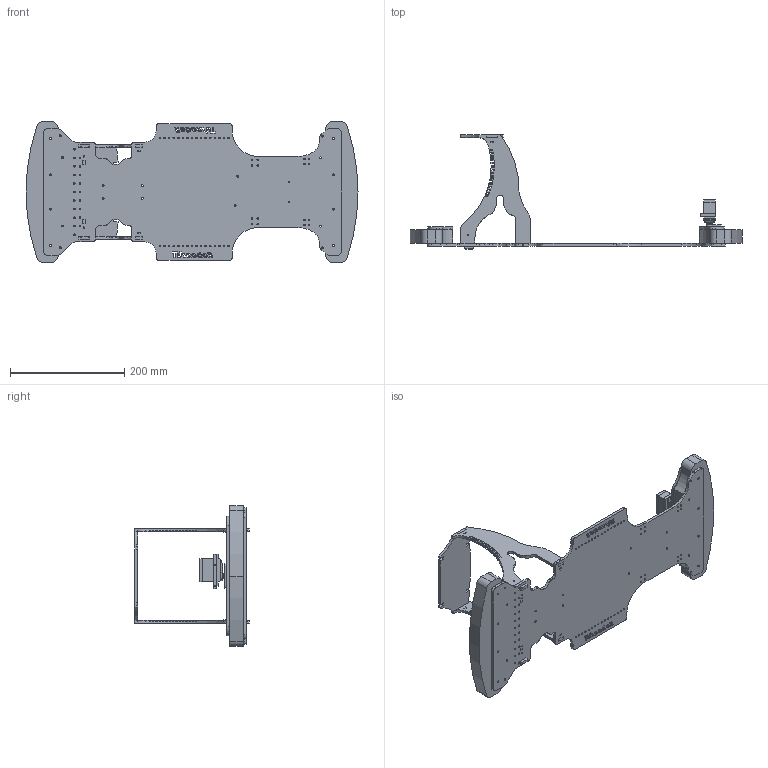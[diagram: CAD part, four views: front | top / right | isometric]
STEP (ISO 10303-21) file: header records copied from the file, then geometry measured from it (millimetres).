
FILE_DESCRIPTION(/* description */ ('STEP AP214'),/* implementation_level */ '2;1');
FILE_NAME(/* name */ 'egesz_sajatbumper.stp',/* time_stamp */ '2023-09-12T13:52:06+02:00',/* author */ ('Gótzy Márton'),/* organization */ ('BME AUT'),/* preprocessor_version */ 'ST-DEVELOPER v19.2',/* originating_system */ 'Autodesk Inventor 2024',/* authorisation */ '');
FILE_SCHEMA (('AUTOMOTIVE_DESIGN { 1 0 10303 214 3 1 1 }'));
Length unit declared in the file: millimetre
Products named in the file (13): egesz_sajatbumper; alvaz_elol_290_sajatbumper; kameratartooszlop2; kameratartofelsoosszekoto_bla; ElsoSharpAdapter; szervo_sharp; szervohaz; szervokar_sharp; countersunk raised head cross recess screw_iso_ISO 7047 - M3 x 5 - Z 
--- 5N; kameratartooszlop_merevitoharomszog; kameratartooszlop2_MIR; bumperszivacs_2020; bumper_rogz_sajatbumper
Assembly tree (15 placements, depth 3):
  egesz_sajatbumper
    alvaz_elol_290_sajatbumper
    bumper_rogz_sajatbumper  x2
    kameratartooszlop2
    kameratartofelsoosszekoto_bla
    ElsoSharpAdapter
    szervo_sharp
      szervohaz
      szervokar_sharp
      countersunk raised head cross recess screw_iso_ISO 7047 - M3 x 5 - Z 
--- 5N
    kameratartooszlop_merevitoharomszog  x2
    bumperszivacs_2020  x2
    kameratartooszlop2_MIR
Bounding box: 582.27 x 200 x 247 mm (x, y, z)
Volume: 1467110.5 mm3; surface area: 422229.6 mm2
Topology: 16 solids, 16 shells, 1207 faces, 3475 edges, 2307 vertices
Faces by surface type: cylinder 577, plane 522, bspline 91, cone 13, torus 2, sphere 2
Full cylindrical faces by diameter (mm): 3.2 x10
Entity records: 39878 total; most frequent: CARTESIAN_POINT 9589, ORIENTED_EDGE 6262, DIRECTION 6049, EDGE_CURVE 3131, AXIS2_PLACEMENT_3D 2087, VERTEX_POINT 2079, LINE 1875, VECTOR 1875
